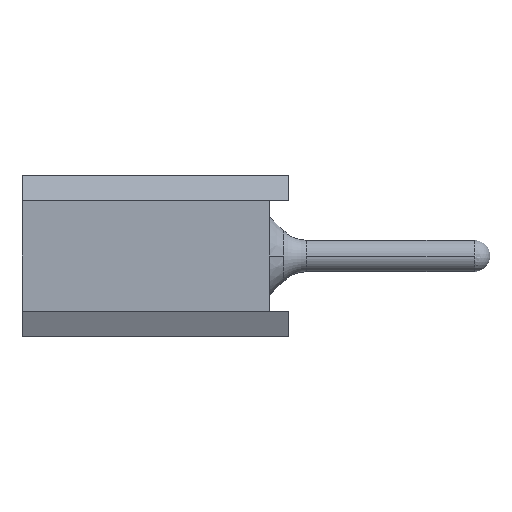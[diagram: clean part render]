
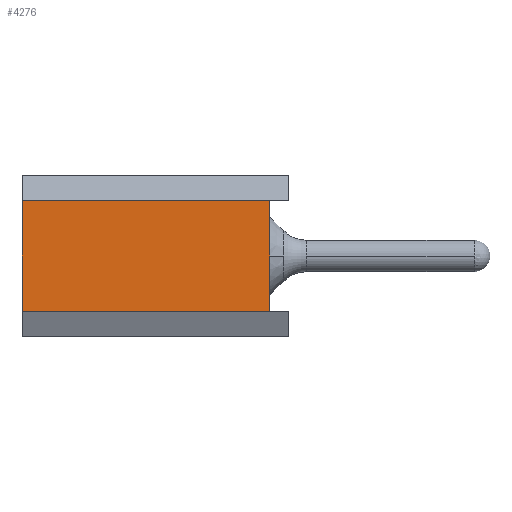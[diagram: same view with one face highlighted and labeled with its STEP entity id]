
A CAD part, left-side view. The second image highlights one B-rep face of the part: STEP entity #4276.
In plain terms, the highlighted planar face has unit normal (-1, 0, 0).
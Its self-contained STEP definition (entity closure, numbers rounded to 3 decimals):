
#2096=EDGE_CURVE('',#4508,#2728,#5545,.T.);
#2574=EDGE_CURVE('',#3904,#2728,#6069,.T.);
#2728=VERTEX_POINT('',#6233);
#2744=EDGE_CURVE('',#5092,#4508,#6250,.T.);
#2878=EDGE_CURVE('',#3904,#5092,#6411,.T.);
#3904=VERTEX_POINT('',#7562);
#4276=ADVANCED_FACE('',(#7978),#7979,.T.);
#4508=VERTEX_POINT('',#8245);
#5092=VERTEX_POINT('',#8898);
#5545=LINE('',#9505,#9506);
#6069=LINE('',#10202,#10203);
#6233=CARTESIAN_POINT('',(-10.16,4.2,-0.87));
#6250=LINE('',#10454,#10455);
#6411=LINE('',#10661,#10662);
#7562=CARTESIAN_POINT('',(-10.16,0.3,-0.87));
#7978=FACE_OUTER_BOUND('',#12779,.T.);
#7979=PLANE('',#12780);
#8245=CARTESIAN_POINT('',(-10.16,4.2,0.87));
#8898=CARTESIAN_POINT('',(-10.16,0.3,0.87));
#9505=CARTESIAN_POINT('',(-10.16,4.2,0.87));
#9506=VECTOR('',#14489,1.0);
#10202=CARTESIAN_POINT('',(-10.16,0.,-0.87));
#10203=VECTOR('',#15082,1.0);
#10454=CARTESIAN_POINT('',(-10.16,0.,0.87));
#10455=VECTOR('',#15246,1.0);
#10661=CARTESIAN_POINT('',(-10.16,0.3,0.435));
#10662=VECTOR('',#15530,1.0);
#12779=EDGE_LOOP('',(#17490,#17491,#17492,#17493));
#12780=AXIS2_PLACEMENT_3D('',#17494,#17495,#17496);
#14489=DIRECTION('',(0.0,0.,-1.0));
#15082=DIRECTION('',(0.0,1.0,0.));
#15246=DIRECTION('',(0.0,1.0,0.));
#15530=DIRECTION('',(0.0,0.0,1.0));
#17490=ORIENTED_EDGE('',*,*,#2878,.T.);
#17491=ORIENTED_EDGE('',*,*,#2744,.T.);
#17492=ORIENTED_EDGE('',*,*,#2096,.T.);
#17493=ORIENTED_EDGE('',*,*,#2574,.F.);
#17494=CARTESIAN_POINT('',(-10.16,0.,0.87));
#17495=DIRECTION('',(-1.0,0.0,0.0));
#17496=DIRECTION('',(0.0,0.0,1.0));
